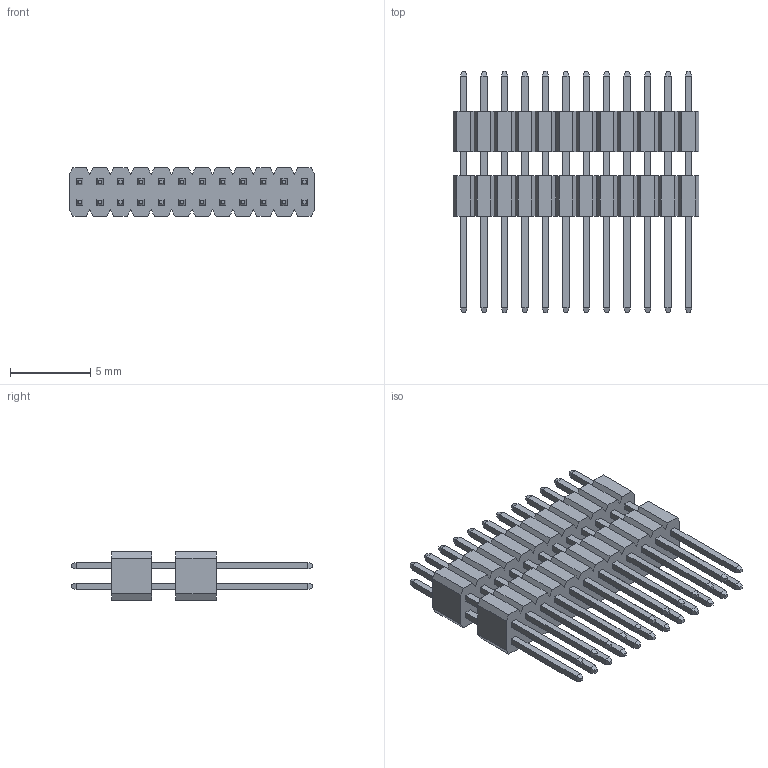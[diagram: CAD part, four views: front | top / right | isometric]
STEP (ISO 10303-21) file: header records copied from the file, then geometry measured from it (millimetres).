
FILE_DESCRIPTION((''),'2;1');
FILE_NAME('FPH12731-D24S1014051908B','2023-05-31T',('工程三'),(''),'PRO/ENGINEER BY PARAMETRIC TECHNOLOGY CORPORATION, 2010280','PRO/ENGINEER BY PARAMETRIC TECHNOLOGY CORPORATION, 2010280','');
FILE_SCHEMA(('CONFIG_CONTROL_DESIGN'));
Length unit declared in the file: millimetre
Products named in the file (1): FPH12731-D24S1014051908B
Bounding box: 15.24 x 15 x 3 mm (x, y, z)
Volume: 255.5 mm3; surface area: 768.8 mm2
Topology: 1 solids, 1 shells, 680 faces, 1692 edges, 1064 vertices
Faces by surface type: plane 680
Entity records: 19650 total; most frequent: CARTESIAN_POINT 3436, ORIENTED_EDGE 3384, DIRECTION 3052, VECTOR 1692, LINE 1692, EDGE_CURVE 1692, VERTEX_POINT 1064, EDGE_LOOP 776
